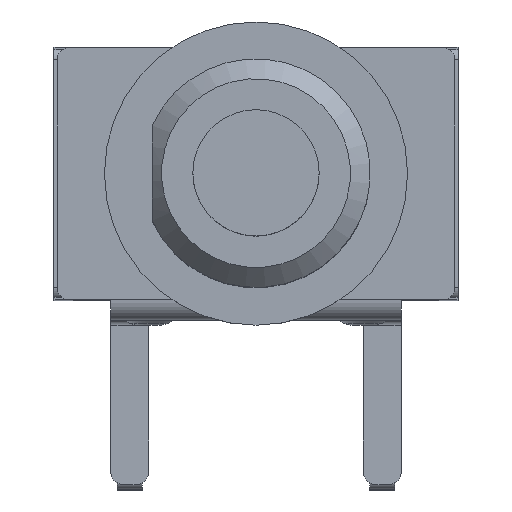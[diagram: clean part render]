
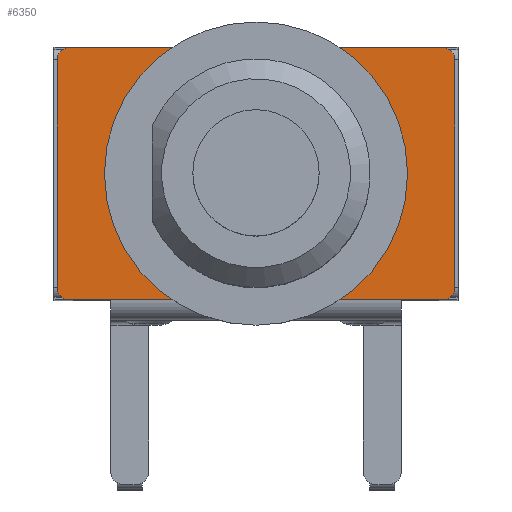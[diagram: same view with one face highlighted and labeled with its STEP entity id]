
A CAD part, top view. The second image highlights one B-rep face of the part: STEP entity #6350.
In plain terms, the highlighted planar face has unit normal (0, 0, 1).
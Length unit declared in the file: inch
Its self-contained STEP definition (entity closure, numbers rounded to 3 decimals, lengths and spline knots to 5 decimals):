
#5593=CARTESIAN_POINT('',(0.11496,-0.1,0.30472));
#5594=VERTEX_POINT('',#5593);
#5898=CARTESIAN_POINT('',(-0.11496,-0.1,0.30472));
#5899=VERTEX_POINT('',#5898);
#5900=CARTESIAN_POINT('',(0.11496,-0.1,0.30472));
#5901=DIRECTION('',(-1.0,0.0,0.0));
#5902=VECTOR('',#5901,0.22992);
#5903=LINE('',#5900,#5902);
#5904=EDGE_CURVE('',#5594,#5899,#5903,.T.);
#6219=CARTESIAN_POINT('',(0.14764,-0.1,0.30472));
#6220=VERTEX_POINT('',#6219);
#6227=CARTESIAN_POINT('',(0.14764,-0.1,0.30472));
#6228=DIRECTION('',(-1.0,0.0,0.0));
#6229=VECTOR('',#6228,0.03268);
#6230=LINE('',#6227,#6229);
#6231=EDGE_CURVE('',#6220,#5594,#6230,.T.);
#6242=CARTESIAN_POINT('',(-0.14764,-0.1,0.30472));
#6243=VERTEX_POINT('',#6242);
#6244=CARTESIAN_POINT('',(-0.11496,-0.1,0.30472));
#6245=DIRECTION('',(-1.0,0.0,0.0));
#6246=VECTOR('',#6245,0.03268);
#6247=LINE('',#6244,#6246);
#6248=EDGE_CURVE('',#5899,#6243,#6247,.T.);
#6265=CARTESIAN_POINT('',(0.14764,0.1,0.30472));
#6266=VERTEX_POINT('',#6265);
#6267=CARTESIAN_POINT('',(0.15748,0.09016,0.30472));
#6268=VERTEX_POINT('',#6267);
#6269=CARTESIAN_POINT('',(0.14764,0.09016,0.30472));
#6270=DIRECTION('',(0.0,0.0,-1.0));
#6271=DIRECTION('',(0.707,0.707,0.0));
#6272=AXIS2_PLACEMENT_3D('',#6269,#6270,#6271);
#6273=CIRCLE('',#6272,0.00984);
#6274=EDGE_CURVE('',#6266,#6268,#6273,.T.);
#6292=CARTESIAN_POINT('',(-0.17323,-0.11,0.30472));
#6293=DIRECTION('',(0.0,0.0,1.0));
#6294=DIRECTION('',(1.0,0.0,0.0));
#6295=AXIS2_PLACEMENT_3D('',#6292,#6293,#6294);
#6296=PLANE('',#6295);
#6297=ORIENTED_EDGE('',*,*,#5904,.F.);
#6298=ORIENTED_EDGE('',*,*,#6231,.F.);
#6299=CARTESIAN_POINT('',(0.15748,-0.09016,0.30472));
#6300=VERTEX_POINT('',#6299);
#6301=CARTESIAN_POINT('',(0.14764,-0.09016,0.30472));
#6302=DIRECTION('',(0.0,0.0,-1.0));
#6303=DIRECTION('',(0.707,-0.707,0.0));
#6304=AXIS2_PLACEMENT_3D('',#6301,#6302,#6303);
#6305=CIRCLE('',#6304,0.00984);
#6306=EDGE_CURVE('',#6300,#6220,#6305,.T.);
#6307=ORIENTED_EDGE('',*,*,#6306,.F.);
#6308=CARTESIAN_POINT('',(0.15748,0.09016,0.30472));
#6309=DIRECTION('',(0.0,-1.0,0.0));
#6310=VECTOR('',#6309,0.18031);
#6311=LINE('',#6308,#6310);
#6312=EDGE_CURVE('',#6268,#6300,#6311,.T.);
#6313=ORIENTED_EDGE('',*,*,#6312,.F.);
#6314=ORIENTED_EDGE('',*,*,#6274,.F.);
#6315=CARTESIAN_POINT('',(-0.14764,0.1,0.30472));
#6316=VERTEX_POINT('',#6315);
#6317=CARTESIAN_POINT('',(-0.14764,0.1,0.30472));
#6318=DIRECTION('',(1.0,0.0,0.0));
#6319=VECTOR('',#6318,0.29528);
#6320=LINE('',#6317,#6319);
#6321=EDGE_CURVE('',#6316,#6266,#6320,.T.);
#6322=ORIENTED_EDGE('',*,*,#6321,.F.);
#6323=CARTESIAN_POINT('',(-0.15748,0.09016,0.30472));
#6324=VERTEX_POINT('',#6323);
#6325=CARTESIAN_POINT('',(-0.14764,0.09016,0.30472));
#6326=DIRECTION('',(0.0,0.0,-1.0));
#6327=DIRECTION('',(-0.707,0.707,0.0));
#6328=AXIS2_PLACEMENT_3D('',#6325,#6326,#6327);
#6329=CIRCLE('',#6328,0.00984);
#6330=EDGE_CURVE('',#6324,#6316,#6329,.T.);
#6331=ORIENTED_EDGE('',*,*,#6330,.F.);
#6332=CARTESIAN_POINT('',(-0.15748,-0.09016,0.30472));
#6333=VERTEX_POINT('',#6332);
#6334=CARTESIAN_POINT('',(-0.15748,-0.09016,0.30472));
#6335=DIRECTION('',(0.0,1.0,0.0));
#6336=VECTOR('',#6335,0.18031);
#6337=LINE('',#6334,#6336);
#6338=EDGE_CURVE('',#6333,#6324,#6337,.T.);
#6339=ORIENTED_EDGE('',*,*,#6338,.F.);
#6340=CARTESIAN_POINT('',(-0.14764,-0.09016,0.30472));
#6341=DIRECTION('',(0.0,0.0,-1.0));
#6342=DIRECTION('',(-0.707,-0.707,0.0));
#6343=AXIS2_PLACEMENT_3D('',#6340,#6341,#6342);
#6344=CIRCLE('',#6343,0.00984);
#6345=EDGE_CURVE('',#6243,#6333,#6344,.T.);
#6346=ORIENTED_EDGE('',*,*,#6345,.F.);
#6347=ORIENTED_EDGE('',*,*,#6248,.F.);
#6348=EDGE_LOOP('',(#6297,#6298,#6307,#6313,#6314,#6322,#6331,#6339,#6346,#6347));
#6349=FACE_OUTER_BOUND('',#6348,.T.);
#6350=ADVANCED_FACE('',(#6349),#6296,.T.);
